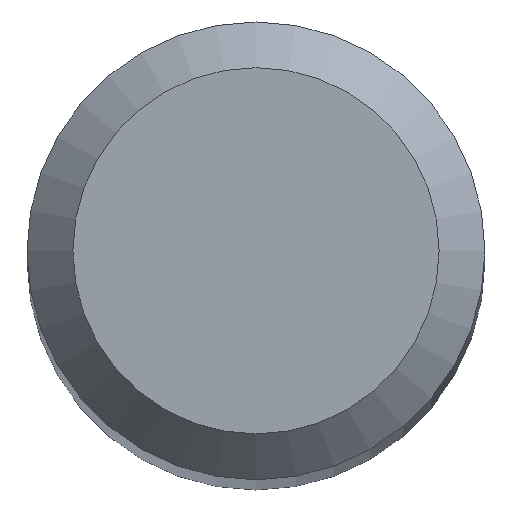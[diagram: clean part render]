
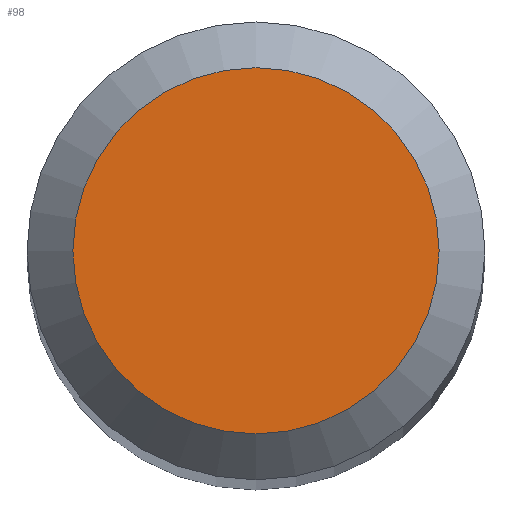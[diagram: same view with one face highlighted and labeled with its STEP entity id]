
A CAD part, top view. The second image highlights one B-rep face of the part: STEP entity #98.
In plain terms, the highlighted planar face has unit normal (0, 0, 1).
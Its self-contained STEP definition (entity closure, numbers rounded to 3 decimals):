
#27 = EDGE_LOOP ( 'NONE', ( #212 ) ) ;
#30 = DIRECTION ( 'NONE',  ( 0., 0., -1. ) ) ;
#38 = AXIS2_PLACEMENT_3D ( 'NONE', #139, #30, #203 ) ;
#47 = FACE_OUTER_BOUND ( 'NONE', #27, .T. ) ;
#58 = AXIS2_PLACEMENT_3D ( 'NONE', #101, #216, #64 ) ;
#64 = DIRECTION ( 'NONE',  ( 0., 1., 0. ) ) ;
#71 = EDGE_CURVE ( 'NONE', #140, #140, #126, .T. ) ;
#98 = ADVANCED_FACE ( 'NONE', ( #47 ), #184, .F. ) ;
#101 = CARTESIAN_POINT ( 'NONE',  ( 0., 0., 38. ) ) ;
#126 = CIRCLE ( 'NONE', #58, 0.8 ) ;
#139 = CARTESIAN_POINT ( 'NONE',  ( 0., 0., 38. ) ) ;
#140 = VERTEX_POINT ( 'NONE', #219 ) ;
#184 = PLANE ( 'NONE',  #38 ) ;
#203 = DIRECTION ( 'NONE',  ( 0., 1., 0. ) ) ;
#212 = ORIENTED_EDGE ( 'NONE', *, *, #71, .F. ) ;
#216 = DIRECTION ( 'NONE',  ( 0., 0., -1. ) ) ;
#219 = CARTESIAN_POINT ( 'NONE',  ( 0., 0.8, 38. ) ) ;
